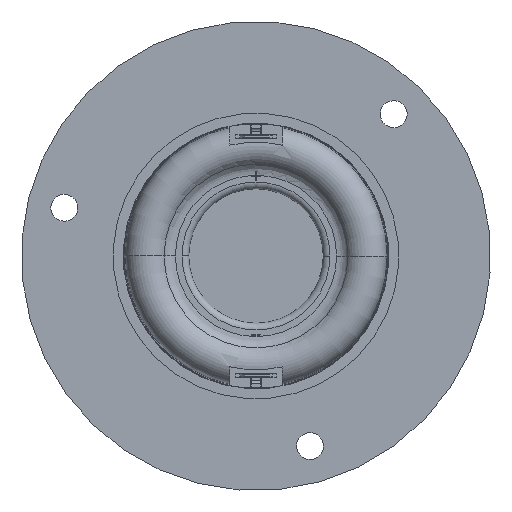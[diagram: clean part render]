
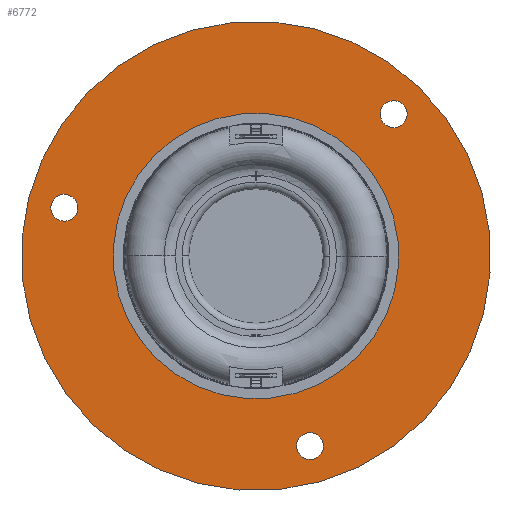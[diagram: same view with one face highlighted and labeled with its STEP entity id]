
A CAD part, front view. The second image highlights one B-rep face of the part: STEP entity #6772.
In plain terms, the highlighted planar face has unit normal (0, -1, 0).
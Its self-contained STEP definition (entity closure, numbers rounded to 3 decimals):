
#1 = DIRECTION ( 'NONE',  ( 0., 0., 1. ) ) ;
#4 = CIRCLE ( 'NONE', #3046, 34.9 ) ;
#38 = AXIS2_PLACEMENT_3D ( 'NONE', #7921, #5434, #1 ) ;
#96 = ORIENTED_EDGE ( 'NONE', *, *, #4028, .T. ) ;
#159 = CARTESIAN_POINT ( 'NONE',  ( 25.461, 18.5, 12.7 ) ) ;
#180 = VERTEX_POINT ( 'NONE', #159 ) ;
#207 = ORIENTED_EDGE ( 'NONE', *, *, #419, .T. ) ;
#419 = EDGE_CURVE ( 'NONE', #778, #180, #10339, .T. ) ;
#647 = ORIENTED_EDGE ( 'NONE', *, *, #6259, .F. ) ;
#686 = DIRECTION ( 'NONE',  ( 0., 1., 0. ) ) ;
#778 = VERTEX_POINT ( 'NONE', #5675 ) ;
#1224 = DIRECTION ( 'NONE',  ( 0., 0., 1. ) ) ;
#1283 = ORIENTED_EDGE ( 'NONE', *, *, #5608, .T. ) ;
#1371 = CARTESIAN_POINT ( 'NONE',  ( 0., 18.5, 0. ) ) ;
#1397 = AXIS2_PLACEMENT_3D ( 'NONE', #3913, #2266, #8654 ) ;
#1431 = ORIENTED_EDGE ( 'NONE', *, *, #8347, .T. ) ;
#1445 = CARTESIAN_POINT ( 'NONE',  ( 21.25, 18.5, 0. ) ) ;
#1500 = DIRECTION ( 'NONE',  ( 0., 1., 0. ) ) ;
#1642 = DIRECTION ( 'NONE',  ( 0., 1., 0. ) ) ;
#1672 = CIRCLE ( 'NONE', #6095, 2. ) ;
#1705 = DIRECTION ( 'NONE',  ( 0., 0., 1. ) ) ;
#1727 = VERTEX_POINT ( 'NONE', #7143 ) ;
#1732 = CARTESIAN_POINT ( 'NONE',  ( 25.461, 18.5, 14.7 ) ) ;
#1814 = CIRCLE ( 'NONE', #6420, 21.25 ) ;
#2266 = DIRECTION ( 'NONE',  ( 0., 1., 0. ) ) ;
#2288 = FACE_BOUND ( 'NONE', #4858, .T. ) ;
#2338 = FACE_BOUND ( 'NONE', #9537, .T. ) ;
#2437 = CARTESIAN_POINT ( 'NONE',  ( 0., 18.5, 0. ) ) ;
#2606 = EDGE_CURVE ( 'NONE', #6053, #1727, #2696, .T. ) ;
#2649 = EDGE_LOOP ( 'NONE', ( #647, #5672 ) ) ;
#2671 = CARTESIAN_POINT ( 'NONE',  ( -25.461, 18.5, 16.7 ) ) ;
#2696 = CIRCLE ( 'NONE', #6630, 21.25 ) ;
#2940 = DIRECTION ( 'NONE',  ( 0., 0., 1. ) ) ;
#3010 = DIRECTION ( 'NONE',  ( 0., 0., 1. ) ) ;
#3019 = EDGE_LOOP ( 'NONE', ( #96, #3843 ) ) ;
#3046 = AXIS2_PLACEMENT_3D ( 'NONE', #6200, #6843, #2940 ) ;
#3164 = ORIENTED_EDGE ( 'NONE', *, *, #4350, .T. ) ;
#3197 = CIRCLE ( 'NONE', #4060, 34.9 ) ;
#3410 = AXIS2_PLACEMENT_3D ( 'NONE', #7454, #1642, #8342 ) ;
#3783 = DIRECTION ( 'NONE',  ( 0., 1., 0. ) ) ;
#3843 = ORIENTED_EDGE ( 'NONE', *, *, #2606, .T. ) ;
#3862 = CARTESIAN_POINT ( 'NONE',  ( 0., 18.5, -34.9 ) ) ;
#3913 = CARTESIAN_POINT ( 'NONE',  ( 0., 18.5, -29.4 ) ) ;
#3986 = FACE_BOUND ( 'NONE', #3019, .T. ) ;
#4028 = EDGE_CURVE ( 'NONE', #1727, #6053, #1814, .T. ) ;
#4060 = AXIS2_PLACEMENT_3D ( 'NONE', #2437, #5697, #1705 ) ;
#4350 = EDGE_CURVE ( 'NONE', #180, #778, #7846, .T. ) ;
#4411 = AXIS2_PLACEMENT_3D ( 'NONE', #1445, #1500, #10521 ) ;
#4571 = ORIENTED_EDGE ( 'NONE', *, *, #8666, .T. ) ;
#4665 = CARTESIAN_POINT ( 'NONE',  ( -25.461, 18.5, 12.7 ) ) ;
#4858 = EDGE_LOOP ( 'NONE', ( #207, #3164 ) ) ;
#4937 = VERTEX_POINT ( 'NONE', #3862 ) ;
#5277 = DIRECTION ( 'NONE',  ( 0., 1., 0. ) ) ;
#5434 = DIRECTION ( 'NONE',  ( 0., 1., 0. ) ) ;
#5544 = PLANE ( 'NONE',  #4411 ) ;
#5608 = EDGE_CURVE ( 'NONE', #9441, #10010, #1672, .T. ) ;
#5672 = ORIENTED_EDGE ( 'NONE', *, *, #5816, .F. ) ;
#5675 = CARTESIAN_POINT ( 'NONE',  ( 25.461, 18.5, 16.7 ) ) ;
#5697 = DIRECTION ( 'NONE',  ( 0., 1., 0. ) ) ;
#5816 = EDGE_CURVE ( 'NONE', #4937, #8043, #3197, .T. ) ;
#5972 = CIRCLE ( 'NONE', #38, 2. ) ;
#6053 = VERTEX_POINT ( 'NONE', #10457 ) ;
#6095 = AXIS2_PLACEMENT_3D ( 'NONE', #6134, #9384, #8575 ) ;
#6097 = CARTESIAN_POINT ( 'NONE',  ( 0., 18.5, 0. ) ) ;
#6131 = CARTESIAN_POINT ( 'NONE',  ( 25.461, 18.5, 14.7 ) ) ;
#6134 = CARTESIAN_POINT ( 'NONE',  ( -25.461, 18.5, 14.7 ) ) ;
#6200 = CARTESIAN_POINT ( 'NONE',  ( 0., 18.5, 0. ) ) ;
#6259 = EDGE_CURVE ( 'NONE', #8043, #4937, #4, .T. ) ;
#6403 = FACE_OUTER_BOUND ( 'NONE', #2649, .T. ) ;
#6420 = AXIS2_PLACEMENT_3D ( 'NONE', #1371, #686, #3010 ) ;
#6500 = ORIENTED_EDGE ( 'NONE', *, *, #8286, .T. ) ;
#6630 = AXIS2_PLACEMENT_3D ( 'NONE', #6097, #3783, #10169 ) ;
#6772 = ADVANCED_FACE ( 'NONE', ( #7153, #2288, #2338, #6403, #3986 ), #5544, .F. ) ;
#6843 = DIRECTION ( 'NONE',  ( 0., 1., 0. ) ) ;
#6912 = VERTEX_POINT ( 'NONE', #8359 ) ;
#7008 = AXIS2_PLACEMENT_3D ( 'NONE', #6131, #5277, #1224 ) ;
#7143 = CARTESIAN_POINT ( 'NONE',  ( 0., 18.5, 21.25 ) ) ;
#7153 = FACE_BOUND ( 'NONE', #7557, .T. ) ;
#7359 = CARTESIAN_POINT ( 'NONE',  ( 0., 18.5, 34.9 ) ) ;
#7454 = CARTESIAN_POINT ( 'NONE',  ( -25.461, 18.5, 14.7 ) ) ;
#7557 = EDGE_LOOP ( 'NONE', ( #1431, #1283 ) ) ;
#7846 = CIRCLE ( 'NONE', #7008, 2. ) ;
#7921 = CARTESIAN_POINT ( 'NONE',  ( 0., 18.5, -29.4 ) ) ;
#8043 = VERTEX_POINT ( 'NONE', #7359 ) ;
#8203 = CIRCLE ( 'NONE', #1397, 2. ) ;
#8286 = EDGE_CURVE ( 'NONE', #6912, #8708, #5972, .T. ) ;
#8342 = DIRECTION ( 'NONE',  ( 0., 0., 1. ) ) ;
#8347 = EDGE_CURVE ( 'NONE', #10010, #9441, #9747, .T. ) ;
#8359 = CARTESIAN_POINT ( 'NONE',  ( 0., 18.5, -27.4 ) ) ;
#8575 = DIRECTION ( 'NONE',  ( 0., 0., 1. ) ) ;
#8654 = DIRECTION ( 'NONE',  ( 0., 0., 1. ) ) ;
#8666 = EDGE_CURVE ( 'NONE', #8708, #6912, #8203, .T. ) ;
#8708 = VERTEX_POINT ( 'NONE', #10396 ) ;
#9384 = DIRECTION ( 'NONE',  ( 0., 1., 0. ) ) ;
#9441 = VERTEX_POINT ( 'NONE', #4665 ) ;
#9537 = EDGE_LOOP ( 'NONE', ( #6500, #4571 ) ) ;
#9747 = CIRCLE ( 'NONE', #3410, 2. ) ;
#9849 = DIRECTION ( 'NONE',  ( 0., 0., 1. ) ) ;
#9957 = DIRECTION ( 'NONE',  ( 0., 1., 0. ) ) ;
#10010 = VERTEX_POINT ( 'NONE', #2671 ) ;
#10169 = DIRECTION ( 'NONE',  ( 0., 0., 1. ) ) ;
#10172 = AXIS2_PLACEMENT_3D ( 'NONE', #1732, #9957, #9849 ) ;
#10339 = CIRCLE ( 'NONE', #10172, 2. ) ;
#10396 = CARTESIAN_POINT ( 'NONE',  ( 0., 18.5, -31.4 ) ) ;
#10457 = CARTESIAN_POINT ( 'NONE',  ( 0., 18.5, -21.25 ) ) ;
#10521 = DIRECTION ( 'NONE',  ( 0., 0., 1. ) ) ;
